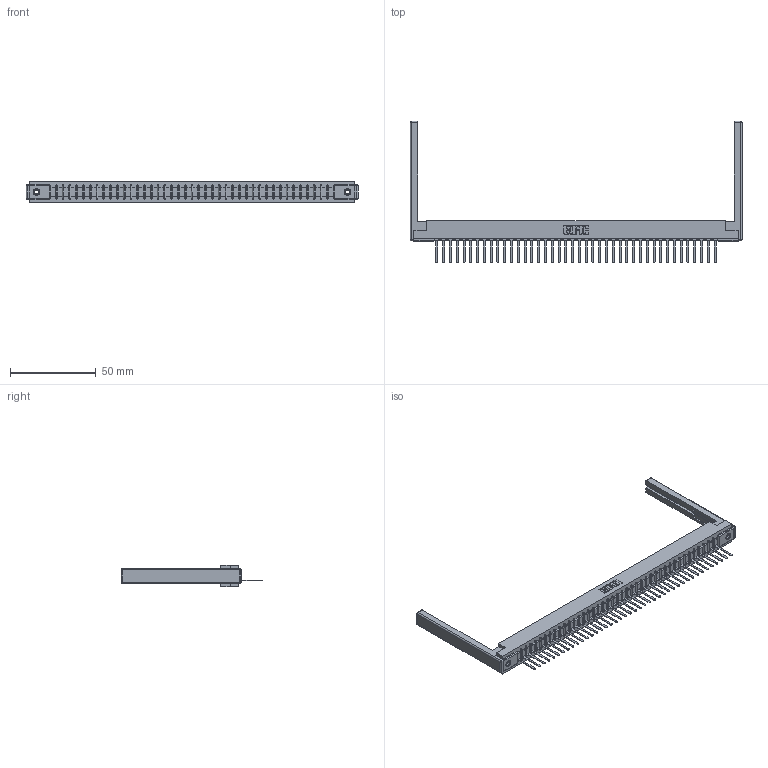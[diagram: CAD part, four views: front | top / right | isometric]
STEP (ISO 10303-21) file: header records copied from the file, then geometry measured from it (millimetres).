
FILE_DESCRIPTION (( 'STEP AP203' ), '1' );
FILE_NAME ('357-042-441-168.STEP', '2020-10-03T10:59:31', ( '' ), ( '' ), 'SwSTEP 2.0', 'SolidWorks 2020', '' );
FILE_SCHEMA (( 'CONFIG_CONTROL_DESIGN' ));
Length unit declared in the file: inch
Products named in the file (5): 357-042-441-168; 307-290-002_541; 307-220-068; 345-250-001_345-250-001-102; 307 Part_.156 Dia Mounting Holes
Assembly tree (47 placements, depth 2):
  357-042-441-168
    307 Part_.156 Dia Mounting Holes
    307-290-002_541  x42
    307-220-068  x2
    345-250-001_345-250-001-102  x2
Bounding box: 193.85 x 82.55 x 12.7 mm (x, y, z)
Volume: 25240.8 mm3; surface area: 30956.3 mm2
Topology: 47 solids, 47 shells, 3423 faces, 10457 edges, 6834 vertices
Faces by surface type: plane 2048, cylinder 1265, sphere 94, cone 12, torus 4
Entity records: 39483 total; most frequent: CARTESIAN_POINT 6625, ORIENTED_EDGE 6604, DIRECTION 6454, EDGE_CURVE 3302, LINE 2528, VECTOR 2528, VERTEX_POINT 2134, AXIS2_PLACEMENT_3D 1963
